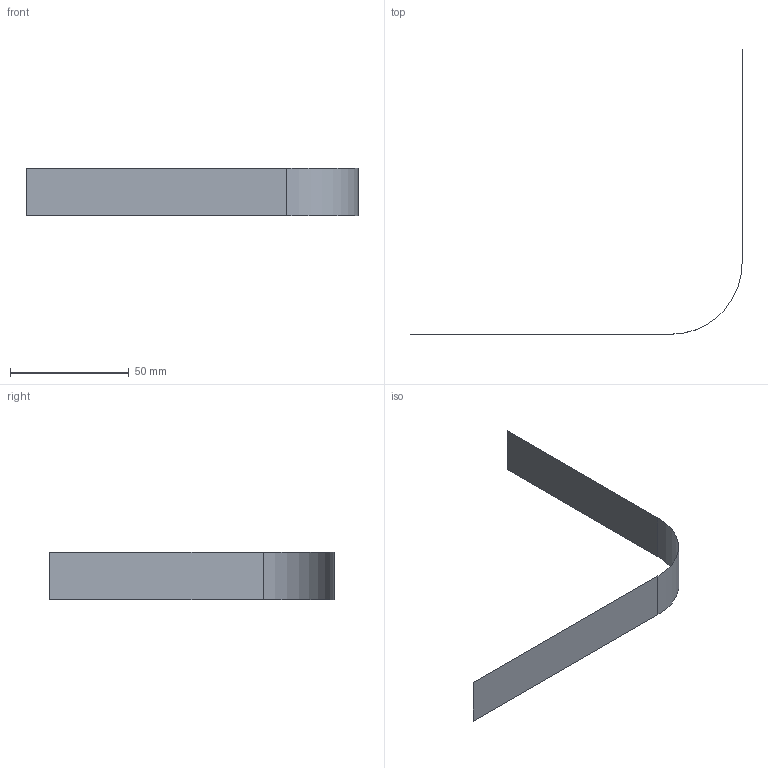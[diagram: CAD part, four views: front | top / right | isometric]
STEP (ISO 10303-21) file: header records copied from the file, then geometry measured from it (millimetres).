
FILE_DESCRIPTION(('CATIA V5 STEP Exchange'),'2;1');
FILE_NAME('mPart2.stp','2024-08-12T08:04:32+00:00',('none'),('none'),'CATIA Version 5-6 Release 2016','CATIA V5 STEP AP203','none');
FILE_SCHEMA(('CONFIG_CONTROL_DESIGN'));
Length unit declared in the file: millimetre
Products named in the file (1): Part1
Bounding box: 140 x 120 x 20 mm (x, y, z)
Surface area: 4942.5 mm2 (no closed solid volume)
Topology: 0 solids, 1 shells, 3 faces, 13 edges, 12 vertices
Faces by surface type: plane 2, cylinder 1
Entity records: 179 total; most frequent: CARTESIAN_POINT 31, DIRECTION 19, ORIENTED_EDGE 12, VECTOR 10, EDGE_CURVE 10, LINE 10, VERTEX_POINT 8, AXIS2_PLACEMENT_3D 7
